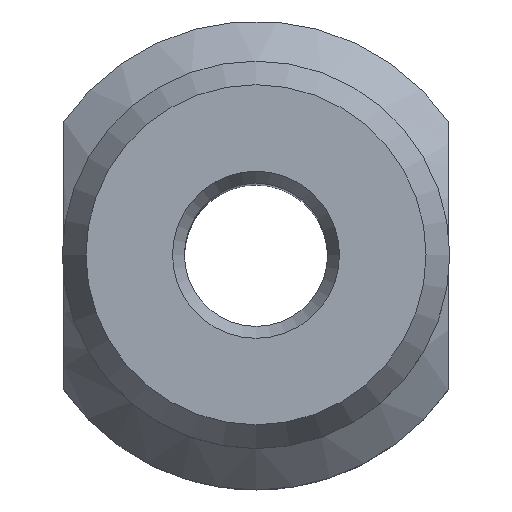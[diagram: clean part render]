
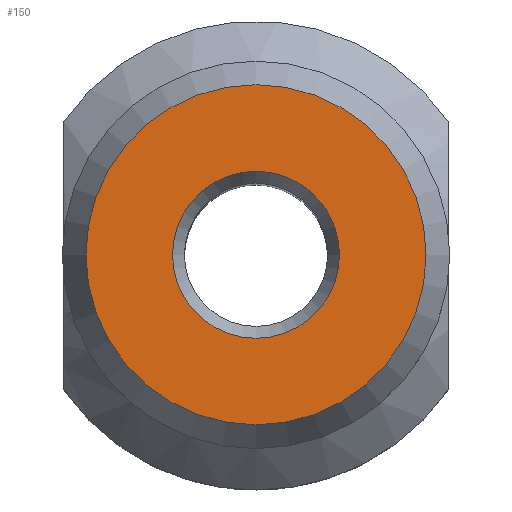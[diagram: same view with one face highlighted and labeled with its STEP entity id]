
A CAD part, top view. The second image highlights one B-rep face of the part: STEP entity #150.
In plain terms, the highlighted planar face has unit normal (0, 0, 1).
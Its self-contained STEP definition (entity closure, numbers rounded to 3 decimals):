
#88=FACE_BOUND('',#207,.T.);
#89=FACE_BOUND('',#208,.T.);
#101=CIRCLE('',#409,4.089);
#124=CIRCLE('',#451,8.328);
#150=ADVANCED_FACE('',(#88,#89),#156,.T.);
#156=PLANE('',#453);
#207=EDGE_LOOP('',(#291));
#208=EDGE_LOOP('',(#292));
#291=ORIENTED_EDGE('',*,*,#359,.T.);
#292=ORIENTED_EDGE('',*,*,#336,.T.);
#302=VERTEX_POINT('',#614);
#323=VERTEX_POINT('',#705);
#336=EDGE_CURVE('',#302,#302,#101,.T.);
#359=EDGE_CURVE('',#323,#323,#124,.T.);
#409=AXIS2_PLACEMENT_3D('',#613,#486,#487);
#451=AXIS2_PLACEMENT_3D('',#704,#570,#571);
#453=AXIS2_PLACEMENT_3D('',#707,#574,#575);
#486=DIRECTION('',(0.,0.,-1.));
#487=DIRECTION('',(-1.,0.,0.));
#570=DIRECTION('',(0.,0.,1.));
#571=DIRECTION('',(0.,-1.,0.));
#574=DIRECTION('',(0.,0.,1.));
#575=DIRECTION('',(-1.,0.,0.));
#613=CARTESIAN_POINT('',(0.,0.,26.01));
#614=CARTESIAN_POINT('',(-4.089,0.,26.01));
#704=CARTESIAN_POINT('',(0.,0.,26.01));
#705=CARTESIAN_POINT('',(0.,-8.328,26.01));
#707=CARTESIAN_POINT('',(0.,-4.164,26.01));
